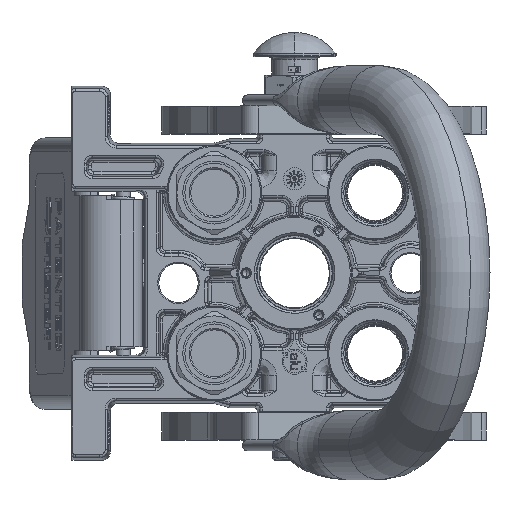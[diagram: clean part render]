
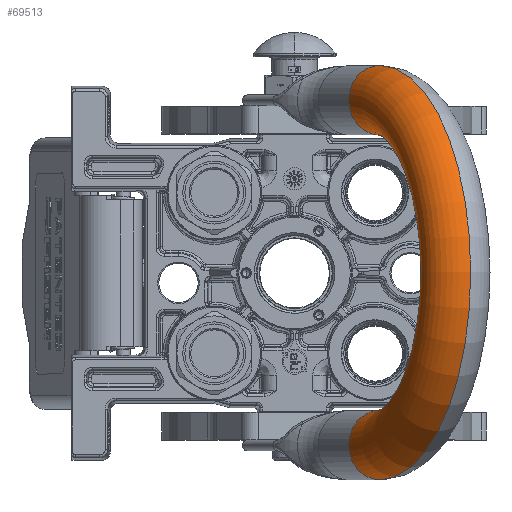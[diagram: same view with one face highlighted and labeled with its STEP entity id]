
A CAD part, top view. The second image highlights one B-rep face of the part: STEP entity #69513.
In plain terms, the highlighted toroidal (fillet/blend) face has major radius 62.25 mm and minor radius 12.5 mm.
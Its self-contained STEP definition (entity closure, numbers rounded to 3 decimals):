
#3703 = VERTEX_POINT ( 'NONE', #135865 ) ;
#5451 = AXIS2_PLACEMENT_3D ( 'NONE', #169851, #140295, #85575 ) ;
#6267 = VERTEX_POINT ( 'NONE', #148509 ) ;
#14569 = ORIENTED_EDGE ( 'NONE', *, *, #86601, .F. ) ;
#14952 = ORIENTED_EDGE ( 'NONE', *, *, #137003, .T. ) ;
#17072 = DIRECTION ( 'NONE',  ( -1., 0., 0. ) ) ;
#21230 = CARTESIAN_POINT ( 'NONE',  ( -74.75, 0., 25.25 ) ) ;
#27078 = EDGE_CURVE ( 'NONE', #3703, #125756, #108526, .T. ) ;
#28549 = CARTESIAN_POINT ( 'NONE',  ( 49.75, 0., 25.25 ) ) ;
#50490 = DIRECTION ( 'NONE',  ( 0., 0., -1. ) ) ;
#64020 = CIRCLE ( 'NONE', #71610, 12.5 ) ;
#69455 = AXIS2_PLACEMENT_3D ( 'NONE', #101049, #158281, #17072 ) ;
#69513 = ADVANCED_FACE ( 'NONE', ( #123983 ), #174683, .T. ) ;
#71610 = AXIS2_PLACEMENT_3D ( 'NONE', #117737, #107878, #164514 ) ;
#83904 = DIRECTION ( 'NONE',  ( 0., 1., 0. ) ) ;
#85575 = DIRECTION ( 'NONE',  ( -1., 0., 0. ) ) ;
#86601 = EDGE_CURVE ( 'NONE', #116851, #3703, #132163, .T. ) ;
#96904 = EDGE_CURVE ( 'NONE', #116851, #6267, #64020, .T. ) ;
#97458 = CARTESIAN_POINT ( 'NONE',  ( 0., 0., 25.25 ) ) ;
#101049 = CARTESIAN_POINT ( 'NONE',  ( 0., 0., 25.25 ) ) ;
#107878 = DIRECTION ( 'NONE',  ( 0., 0., 1. ) ) ;
#108526 = CIRCLE ( 'NONE', #121772, 12.5 ) ;
#116851 = VERTEX_POINT ( 'NONE', #21230 ) ;
#117737 = CARTESIAN_POINT ( 'NONE',  ( -62.25, 0., 25.25 ) ) ;
#121772 = AXIS2_PLACEMENT_3D ( 'NONE', #164522, #50490, #178651 ) ;
#123983 = FACE_OUTER_BOUND ( 'NONE', #152870, .T. ) ;
#125756 = VERTEX_POINT ( 'NONE', #28549 ) ;
#132163 = CIRCLE ( 'NONE', #69455, 74.75 ) ;
#135865 = CARTESIAN_POINT ( 'NONE',  ( 74.75, 0., 25.25 ) ) ;
#137003 = EDGE_CURVE ( 'NONE', #6267, #125756, #169860, .T. ) ;
#140295 = DIRECTION ( 'NONE',  ( 0., 1., 0. ) ) ;
#144190 = ORIENTED_EDGE ( 'NONE', *, *, #27078, .F. ) ;
#144856 = ORIENTED_EDGE ( 'NONE', *, *, #96904, .T. ) ;
#148509 = CARTESIAN_POINT ( 'NONE',  ( -49.75, 0., 25.25 ) ) ;
#152200 = DIRECTION ( 'NONE',  ( 1., 0., 0. ) ) ;
#152870 = EDGE_LOOP ( 'NONE', ( #14952, #144190, #14569, #144856 ) ) ;
#158281 = DIRECTION ( 'NONE',  ( 0., 1., 0. ) ) ;
#161944 = AXIS2_PLACEMENT_3D ( 'NONE', #97458, #83904, #152200 ) ;
#164514 = DIRECTION ( 'NONE',  ( -1., 0., 0. ) ) ;
#164522 = CARTESIAN_POINT ( 'NONE',  ( 62.25, 0., 25.25 ) ) ;
#169851 = CARTESIAN_POINT ( 'NONE',  ( 0., 0., 25.25 ) ) ;
#169860 = CIRCLE ( 'NONE', #5451, 49.75 ) ;
#174683 = TOROIDAL_SURFACE ( 'NONE', #161944, 62.25, 12.5 ) ;
#178651 = DIRECTION ( 'NONE',  ( 1., 0., 0. ) ) ;
